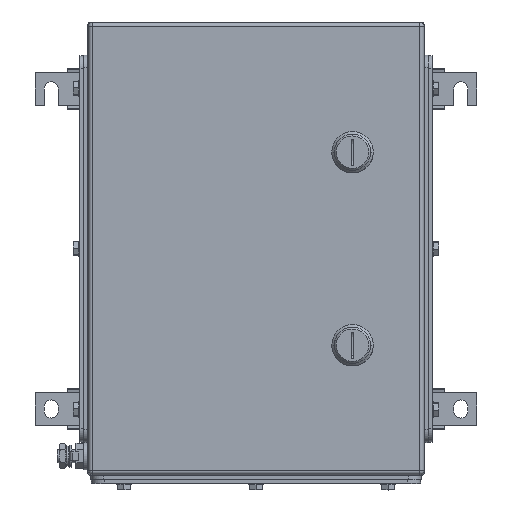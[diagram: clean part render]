
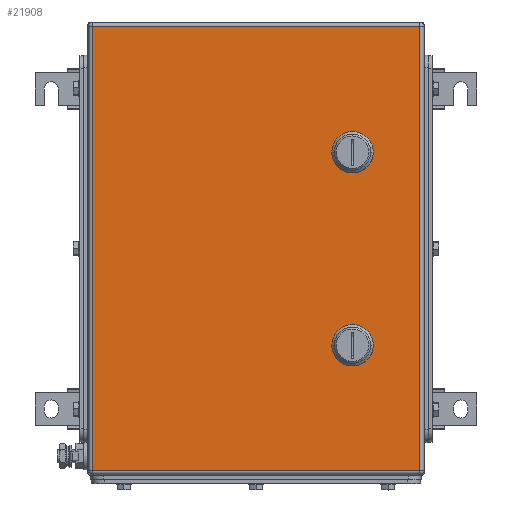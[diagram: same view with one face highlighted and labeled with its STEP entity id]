
A CAD part, top view. The second image highlights one B-rep face of the part: STEP entity #21908.
In plain terms, the highlighted planar face has unit normal (0, 0, 1).
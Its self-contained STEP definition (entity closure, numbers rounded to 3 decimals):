
#21722=AXIS2_PLACEMENT_3D('Circle Axis2P3D',#21720,#21721,$) ;
#21749=AXIS2_PLACEMENT_3D('Plane Axis2P3D',#21746,#21747,#21748) ;
#21794=AXIS2_PLACEMENT_3D('Circle Axis2P3D',#21792,#21793,$) ;
#21808=AXIS2_PLACEMENT_3D('Circle Axis2P3D',#21806,#21807,$) ;
#21822=AXIS2_PLACEMENT_3D('Circle Axis2P3D',#21820,#21821,$) ;
#21844=AXIS2_PLACEMENT_3D('Circle Axis2P3D',#21842,#21843,$) ;
#21860=AXIS2_PLACEMENT_3D('Circle Axis2P3D',#21858,#21859,$) ;
#21874=AXIS2_PLACEMENT_3D('Circle Axis2P3D',#21872,#21873,$) ;
#21888=AXIS2_PLACEMENT_3D('Circle Axis2P3D',#21886,#21887,$) ;
#21717=CARTESIAN_POINT('Vertex',(250.056,250.45,153.5)) ;
#21720=CARTESIAN_POINT('Axis2P3D Location',(245.,260.5,153.5)) ;
#21724=CARTESIAN_POINT('Vertex',(255.05,255.444,153.5)) ;
#21746=CARTESIAN_POINT('Axis2P3D Location',(170.5,186.,153.5)) ;
#21751=CARTESIAN_POINT('Line Origine',(170.5,357.5,153.5)) ;
#21755=CARTESIAN_POINT('Vertex',(297.,357.5,153.5)) ;
#21757=CARTESIAN_POINT('Vertex',(44.,357.5,153.5)) ;
#21760=CARTESIAN_POINT('Line Origine',(44.,186.,153.5)) ;
#21764=CARTESIAN_POINT('Vertex',(44.,14.5,153.5)) ;
#21767=CARTESIAN_POINT('Line Origine',(170.5,14.5,153.5)) ;
#21771=CARTESIAN_POINT('Vertex',(297.,14.5,153.5)) ;
#21774=CARTESIAN_POINT('Line Origine',(297.,186.,153.5)) ;
#21785=CARTESIAN_POINT('Line Origine',(245.,250.45,153.5)) ;
#21789=CARTESIAN_POINT('Vertex',(239.944,250.45,153.5)) ;
#21792=CARTESIAN_POINT('Axis2P3D Location',(245.,260.5,153.5)) ;
#21796=CARTESIAN_POINT('Vertex',(234.95,255.444,153.5)) ;
#21799=CARTESIAN_POINT('Line Origine',(234.95,260.5,153.5)) ;
#21803=CARTESIAN_POINT('Vertex',(234.95,265.556,153.5)) ;
#21806=CARTESIAN_POINT('Axis2P3D Location',(245.,260.5,153.5)) ;
#21810=CARTESIAN_POINT('Vertex',(239.944,270.55,153.5)) ;
#21813=CARTESIAN_POINT('Line Origine',(245.,270.55,153.5)) ;
#21817=CARTESIAN_POINT('Vertex',(250.056,270.55,153.5)) ;
#21820=CARTESIAN_POINT('Axis2P3D Location',(245.,260.5,153.5)) ;
#21824=CARTESIAN_POINT('Vertex',(255.05,265.556,153.5)) ;
#21827=CARTESIAN_POINT('Line Origine',(255.05,260.5,153.5)) ;
#21842=CARTESIAN_POINT('Axis2P3D Location',(245.,111.5,153.5)) ;
#21846=CARTESIAN_POINT('Vertex',(250.056,101.45,153.5)) ;
#21848=CARTESIAN_POINT('Vertex',(255.05,106.444,153.5)) ;
#21851=CARTESIAN_POINT('Line Origine',(245.,101.45,153.5)) ;
#21855=CARTESIAN_POINT('Vertex',(239.944,101.45,153.5)) ;
#21858=CARTESIAN_POINT('Axis2P3D Location',(245.,111.5,153.5)) ;
#21862=CARTESIAN_POINT('Vertex',(234.95,106.444,153.5)) ;
#21865=CARTESIAN_POINT('Line Origine',(234.95,111.5,153.5)) ;
#21869=CARTESIAN_POINT('Vertex',(234.95,116.556,153.5)) ;
#21872=CARTESIAN_POINT('Axis2P3D Location',(245.,111.5,153.5)) ;
#21876=CARTESIAN_POINT('Vertex',(239.944,121.55,153.5)) ;
#21879=CARTESIAN_POINT('Line Origine',(245.,121.55,153.5)) ;
#21883=CARTESIAN_POINT('Vertex',(250.056,121.55,153.5)) ;
#21886=CARTESIAN_POINT('Axis2P3D Location',(245.,111.5,153.5)) ;
#21890=CARTESIAN_POINT('Vertex',(255.05,116.556,153.5)) ;
#21893=CARTESIAN_POINT('Line Origine',(255.05,111.5,153.5)) ;
#21721=DIRECTION('Axis2P3D Direction',(0.,0.,1.)) ;
#21747=DIRECTION('Axis2P3D Direction',(0.,0.,1.)) ;
#21748=DIRECTION('Axis2P3D XDirection',(1.,0.,0.)) ;
#21752=DIRECTION('Vector Direction',(1.,0.,0.)) ;
#21761=DIRECTION('Vector Direction',(0.,-1.,0.)) ;
#21768=DIRECTION('Vector Direction',(1.,0.,0.)) ;
#21775=DIRECTION('Vector Direction',(0.,1.,0.)) ;
#21786=DIRECTION('Vector Direction',(1.,0.,0.)) ;
#21793=DIRECTION('Axis2P3D Direction',(0.,0.,1.)) ;
#21800=DIRECTION('Vector Direction',(0.,1.,0.)) ;
#21807=DIRECTION('Axis2P3D Direction',(0.,0.,1.)) ;
#21814=DIRECTION('Vector Direction',(1.,0.,0.)) ;
#21821=DIRECTION('Axis2P3D Direction',(0.,0.,1.)) ;
#21828=DIRECTION('Vector Direction',(0.,-1.,0.)) ;
#21843=DIRECTION('Axis2P3D Direction',(0.,0.,1.)) ;
#21852=DIRECTION('Vector Direction',(1.,0.,0.)) ;
#21859=DIRECTION('Axis2P3D Direction',(0.,0.,1.)) ;
#21866=DIRECTION('Vector Direction',(0.,1.,0.)) ;
#21873=DIRECTION('Axis2P3D Direction',(0.,0.,1.)) ;
#21880=DIRECTION('Vector Direction',(1.,0.,0.)) ;
#21887=DIRECTION('Axis2P3D Direction',(0.,0.,1.)) ;
#21894=DIRECTION('Vector Direction',(0.,-1.,0.)) ;
#21753=VECTOR('Line Direction',#21752,1.) ;
#21762=VECTOR('Line Direction',#21761,1.) ;
#21769=VECTOR('Line Direction',#21768,1.) ;
#21776=VECTOR('Line Direction',#21775,1.) ;
#21787=VECTOR('Line Direction',#21786,1.) ;
#21801=VECTOR('Line Direction',#21800,1.) ;
#21815=VECTOR('Line Direction',#21814,1.) ;
#21829=VECTOR('Line Direction',#21828,1.) ;
#21853=VECTOR('Line Direction',#21852,1.) ;
#21867=VECTOR('Line Direction',#21866,1.) ;
#21881=VECTOR('Line Direction',#21880,1.) ;
#21895=VECTOR('Line Direction',#21894,1.) ;
#21780=ORIENTED_EDGE('',*,*,#21759,.T.) ;
#21781=ORIENTED_EDGE('',*,*,#21766,.T.) ;
#21782=ORIENTED_EDGE('',*,*,#21773,.T.) ;
#21783=ORIENTED_EDGE('',*,*,#21778,.T.) ;
#21833=ORIENTED_EDGE('',*,*,#21791,.F.) ;
#21834=ORIENTED_EDGE('',*,*,#21798,.F.) ;
#21835=ORIENTED_EDGE('',*,*,#21805,.T.) ;
#21836=ORIENTED_EDGE('',*,*,#21812,.F.) ;
#21837=ORIENTED_EDGE('',*,*,#21819,.T.) ;
#21838=ORIENTED_EDGE('',*,*,#21826,.F.) ;
#21839=ORIENTED_EDGE('',*,*,#21831,.T.) ;
#21840=ORIENTED_EDGE('',*,*,#21726,.F.) ;
#21899=ORIENTED_EDGE('',*,*,#21850,.F.) ;
#21900=ORIENTED_EDGE('',*,*,#21857,.F.) ;
#21901=ORIENTED_EDGE('',*,*,#21864,.F.) ;
#21902=ORIENTED_EDGE('',*,*,#21871,.T.) ;
#21903=ORIENTED_EDGE('',*,*,#21878,.F.) ;
#21904=ORIENTED_EDGE('',*,*,#21885,.T.) ;
#21905=ORIENTED_EDGE('',*,*,#21892,.F.) ;
#21906=ORIENTED_EDGE('',*,*,#21897,.T.) ;
#21841=FACE_BOUND('',#21832,.T.) ;
#21907=FACE_BOUND('',#21898,.T.) ;
#21908=ADVANCED_FACE('ZUB_KTB_QL_352615_3GP_AllCATPart.1\\ZUB_DE_KTB_QL.1\\DE_KTB_MH_PART_MASTER.1\\Koerper.2',(#21784,#21841,#21907),#21750,.T.) ;
#21723=CIRCLE('generated circle',#21722,11.25) ;
#21795=CIRCLE('generated circle',#21794,11.25) ;
#21809=CIRCLE('generated circle',#21808,11.25) ;
#21823=CIRCLE('generated circle',#21822,11.25) ;
#21845=CIRCLE('generated circle',#21844,11.25) ;
#21861=CIRCLE('generated circle',#21860,11.25) ;
#21875=CIRCLE('generated circle',#21874,11.25) ;
#21889=CIRCLE('generated circle',#21888,11.25) ;
#21726=EDGE_CURVE('',#21718,#21725,#21723,.T.) ;
#21759=EDGE_CURVE('',#21756,#21758,#21754,.F.) ;
#21766=EDGE_CURVE('',#21758,#21765,#21763,.T.) ;
#21773=EDGE_CURVE('',#21765,#21772,#21770,.T.) ;
#21778=EDGE_CURVE('',#21772,#21756,#21777,.T.) ;
#21791=EDGE_CURVE('',#21790,#21718,#21788,.T.) ;
#21798=EDGE_CURVE('',#21797,#21790,#21795,.T.) ;
#21805=EDGE_CURVE('',#21797,#21804,#21802,.T.) ;
#21812=EDGE_CURVE('',#21811,#21804,#21809,.T.) ;
#21819=EDGE_CURVE('',#21811,#21818,#21816,.T.) ;
#21826=EDGE_CURVE('',#21825,#21818,#21823,.T.) ;
#21831=EDGE_CURVE('',#21825,#21725,#21830,.T.) ;
#21850=EDGE_CURVE('',#21847,#21849,#21845,.T.) ;
#21857=EDGE_CURVE('',#21856,#21847,#21854,.T.) ;
#21864=EDGE_CURVE('',#21863,#21856,#21861,.T.) ;
#21871=EDGE_CURVE('',#21863,#21870,#21868,.T.) ;
#21878=EDGE_CURVE('',#21877,#21870,#21875,.T.) ;
#21885=EDGE_CURVE('',#21877,#21884,#21882,.T.) ;
#21892=EDGE_CURVE('',#21891,#21884,#21889,.T.) ;
#21897=EDGE_CURVE('',#21891,#21849,#21896,.T.) ;
#21779=EDGE_LOOP('',(#21780,#21781,#21782,#21783)) ;
#21832=EDGE_LOOP('',(#21833,#21834,#21835,#21836,#21837,#21838,#21839,#21840)) ;
#21898=EDGE_LOOP('',(#21899,#21900,#21901,#21902,#21903,#21904,#21905,#21906)) ;
#21784=FACE_OUTER_BOUND('',#21779,.T.) ;
#21754=LINE('Line',#21751,#21753) ;
#21763=LINE('Line',#21760,#21762) ;
#21770=LINE('Line',#21767,#21769) ;
#21777=LINE('Line',#21774,#21776) ;
#21788=LINE('Line',#21785,#21787) ;
#21802=LINE('Line',#21799,#21801) ;
#21816=LINE('Line',#21813,#21815) ;
#21830=LINE('Line',#21827,#21829) ;
#21854=LINE('Line',#21851,#21853) ;
#21868=LINE('Line',#21865,#21867) ;
#21882=LINE('Line',#21879,#21881) ;
#21896=LINE('Line',#21893,#21895) ;
#21750=PLANE('',#21749) ;
#21718=VERTEX_POINT('',#21717) ;
#21725=VERTEX_POINT('',#21724) ;
#21756=VERTEX_POINT('',#21755) ;
#21758=VERTEX_POINT('',#21757) ;
#21765=VERTEX_POINT('',#21764) ;
#21772=VERTEX_POINT('',#21771) ;
#21790=VERTEX_POINT('',#21789) ;
#21797=VERTEX_POINT('',#21796) ;
#21804=VERTEX_POINT('',#21803) ;
#21811=VERTEX_POINT('',#21810) ;
#21818=VERTEX_POINT('',#21817) ;
#21825=VERTEX_POINT('',#21824) ;
#21847=VERTEX_POINT('',#21846) ;
#21849=VERTEX_POINT('',#21848) ;
#21856=VERTEX_POINT('',#21855) ;
#21863=VERTEX_POINT('',#21862) ;
#21870=VERTEX_POINT('',#21869) ;
#21877=VERTEX_POINT('',#21876) ;
#21884=VERTEX_POINT('',#21883) ;
#21891=VERTEX_POINT('',#21890) ;
